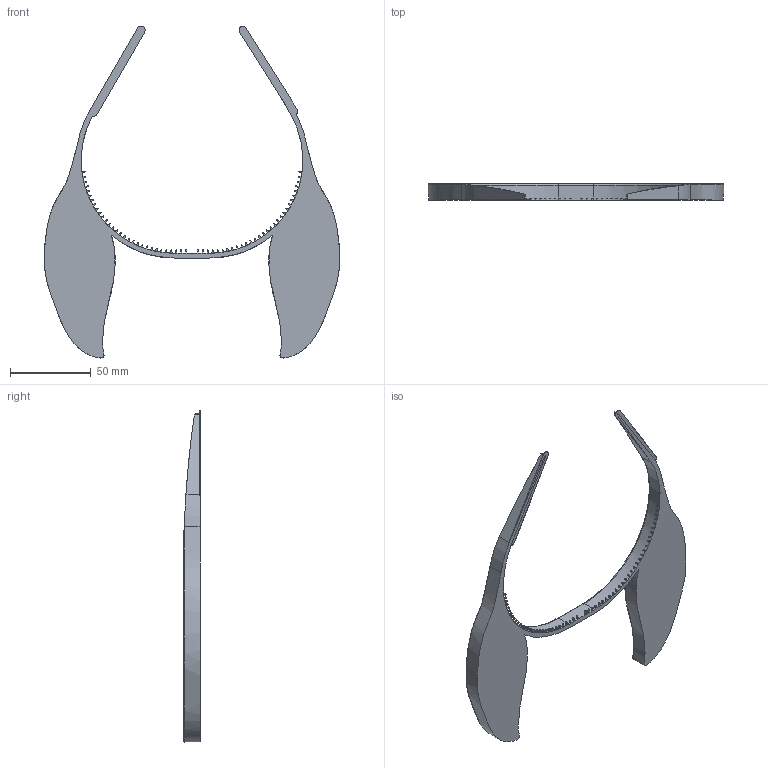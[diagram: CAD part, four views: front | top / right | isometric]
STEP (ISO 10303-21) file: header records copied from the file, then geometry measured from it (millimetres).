
FILE_DESCRIPTION(/* description */ (''),/* implementation_level */ '2;1');
FILE_NAME(/* name */ 'headband-v3-B.stp',/* time_stamp */ '2024-12-03T22:52:28Z',/* author */ ('iwheard'),/* organization */ (''),/* preprocessor_version */ 'ST-DEVELOPER v19',/* originating_system */ 'Autodesk Inventor 2023',/* authorisation */ '');
FILE_SCHEMA (('AUTOMOTIVE_DESIGN { 1 0 10303 214 3 1 1 }'));
Products named in the file (1): headband-v3-B
Bounding box: 182.52 x 10 x 205.21 mm (x, y, z)
Volume: 20117.5 mm3; surface area: 29238.7 mm2
Topology: 1 solids, 1 shells, 384 faces, 1120 edges, 676 vertices
Faces by surface type: bspline 280, plane 80, cylinder 20, sphere 2, torus 2
Entity records: 38438 total; most frequent: CARTESIAN_POINT 30443, ORIENTED_EDGE 2112, EDGE_CURVE 1056, DIRECTION 981, VERTEX_POINT 676, B_SPLINE_CURVE_WITH_KNOTS 574, AXIS2_PLACEMENT_3D 394, EDGE_LOOP 386
